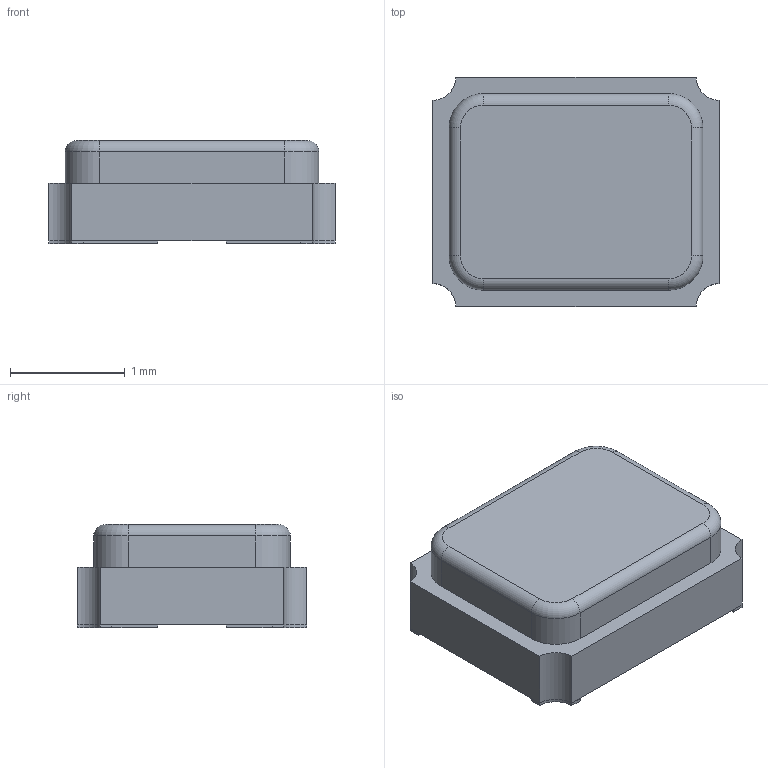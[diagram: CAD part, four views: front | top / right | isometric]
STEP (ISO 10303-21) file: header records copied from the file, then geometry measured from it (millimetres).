
FILE_DESCRIPTION(/* description */ (''),/* implementation_level */ '2;1');
FILE_NAME(/* name */ 'SG-210STF.step',/* time_stamp */ '2018-05-20T22:41:22+09:00',/* author */ (''),/* organization */ (''),/* preprocessor_version */ 'ST-DEVELOPER v17',/* originating_system */ 'Autodesk Translation Framework v7.1.0.215',/* authorisation */ '');
FILE_SCHEMA (('AUTOMOTIVE_DESIGN { 1 0 10303 214 3 1 1 }'));
Length unit declared in the file: millimetre
Products named in the file (1): User Library-SM2520-4
Bounding box: 2.5 x 2 x 0.9 mm (x, y, z)
Volume: 3.9 mm3; surface area: 21 mm2
Topology: 5 solids, 5 shells, 72 faces, 175 edges, 114 vertices
Faces by surface type: plane 52, cylinder 16, torus 4
Entity records: 2207 total; most frequent: CARTESIAN_POINT 362, DIRECTION 357, ORIENTED_EDGE 350, EDGE_CURVE 175, LINE 139, VECTOR 139, VERTEX_POINT 114, AXIS2_PLACEMENT_3D 109
